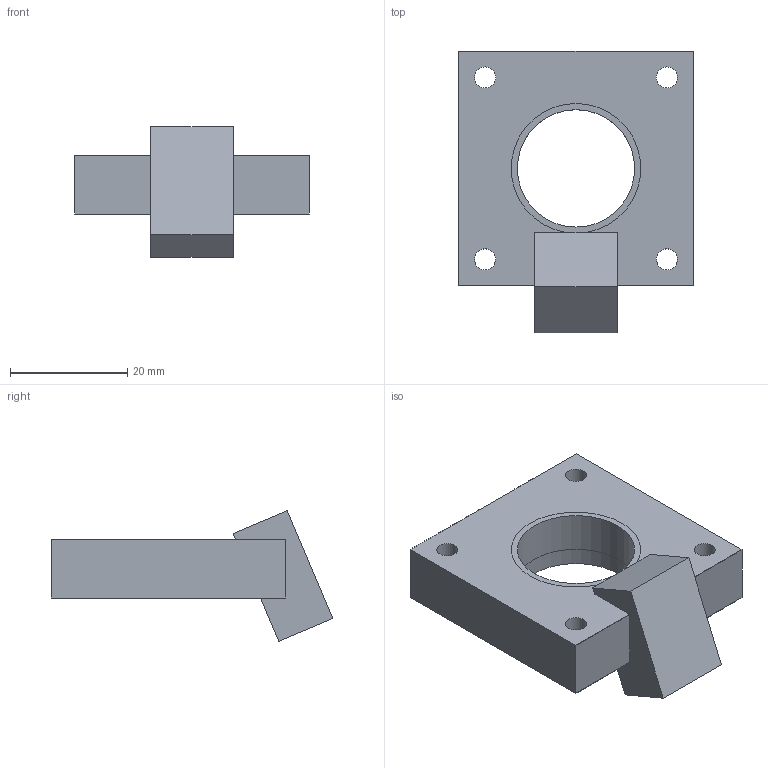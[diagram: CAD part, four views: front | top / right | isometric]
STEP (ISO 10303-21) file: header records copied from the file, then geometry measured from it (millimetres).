
FILE_DESCRIPTION(('FreeCAD Model'),'2;1');
FILE_NAME('ball_bearing_holder_cup.step','2018-02-23T14:16:04',('Author'),(''), 'Open CASCADE STEP processor 6.8','FreeCAD','Unknown');
FILE_SCHEMA(('AUTOMOTIVE_DESIGN_CC2 { 1 2 10303 214 -1 1 5 4 }'));
Length unit declared in the file: millimetre
Products named in the file (7): ASSEMBLY; Cut; Pocket; Cube; Sketch; Pad; Sketch001
Assembly tree (6 placements, depth 2):
  ASSEMBLY
    Cut
    Pocket
    Cube
    Sketch
    Pad
    Sketch001
Bounding box: 40 x 48.02 x 22.32 mm (x, y, z)
Volume: 38278.2 mm3; surface area: 16805.7 mm2
Topology: 4 solids, 4 shells, 47 faces, 121 edges, 88 vertices
Faces by surface type: plane 30, cylinder 17
Full cylindrical faces by diameter (mm): 3.6 x12, 20 x3, 22.1 x2
Entity records: 3153 total; most frequent: CARTESIAN_POINT 519, DIRECTION 473, LINE 253, VECTOR 253, ORIENTED_EDGE 222, PCURVE 222, DEFINITIONAL_REPRESENTATION 222, EDGE_CURVE 111
